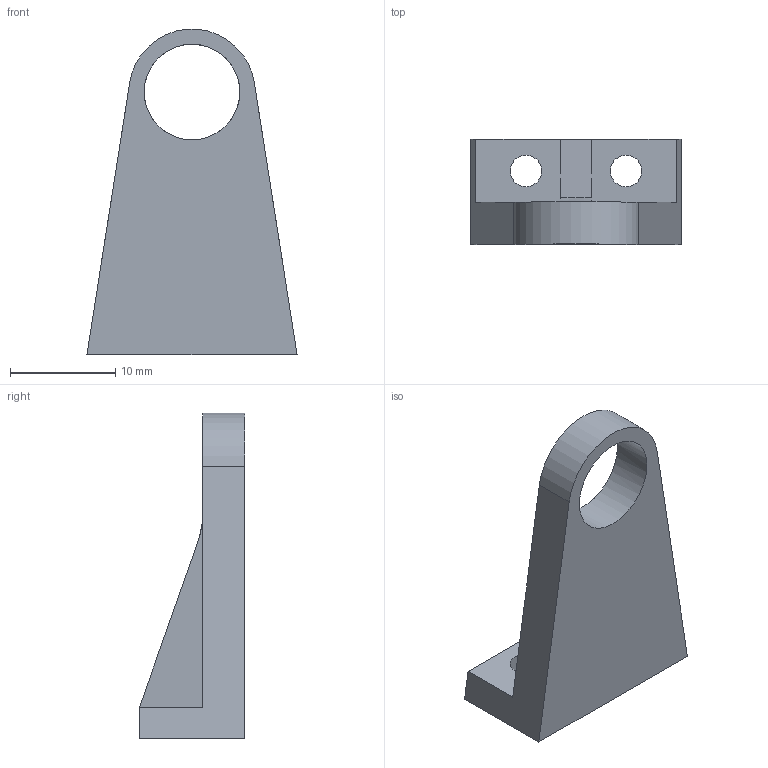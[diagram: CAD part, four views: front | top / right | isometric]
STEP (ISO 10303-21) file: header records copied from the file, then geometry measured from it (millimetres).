
FILE_DESCRIPTION(/* description */ (''),/* implementation_level */ '2;1');
FILE_NAME(/* name */ 'End wheel stabilizer v4.step',/* time_stamp */ '2021-02-28T17:18:19-05:00',/* author */ (''),/* organization */ (''),/* preprocessor_version */ 'ST-DEVELOPER v18.1',/* originating_system */ 'Autodesk Translation Framework v9.7.1.1290',/* authorisation */ '');
FILE_SCHEMA (('AUTOMOTIVE_DESIGN { 1 0 10303 214 3 1 1 }'));
Length unit declared in the file: millimetre
Products named in the file (1): End wheel stabilizer
Bounding box: 20 x 10 x 30.98 mm (x, y, z)
Volume: 2035.9 mm3; surface area: 1645.3 mm2
Topology: 1 solids, 1 shells, 16 faces, 44 edges, 29 vertices
Faces by surface type: plane 11, cylinder 4, bspline 1
Full cylindrical faces by diameter (mm): 3 x2, 9.1 x1
Entity records: 588 total; most frequent: CARTESIAN_POINT 137, ORIENTED_EDGE 88, DIRECTION 80, EDGE_CURVE 44, LINE 30, VECTOR 30, VERTEX_POINT 29, AXIS2_PLACEMENT_3D 25
